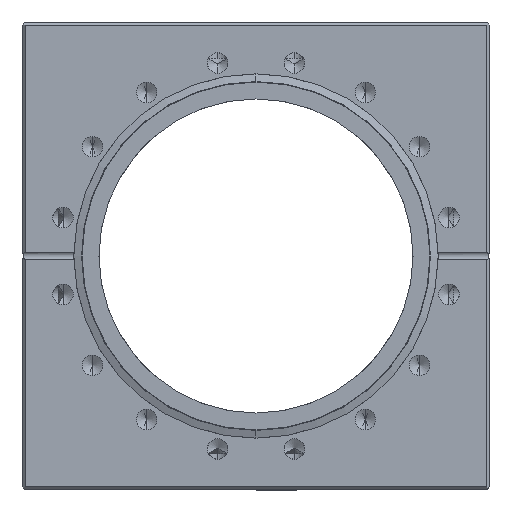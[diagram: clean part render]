
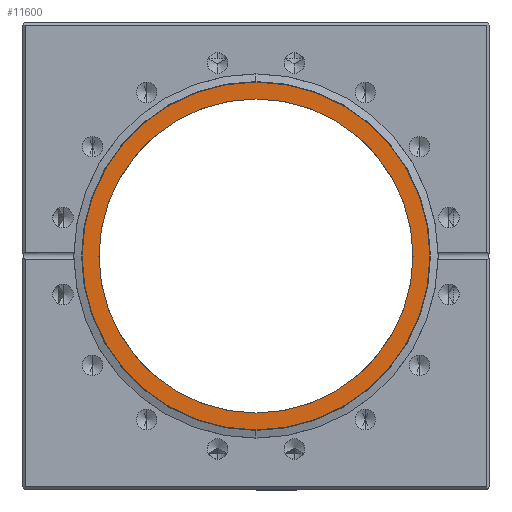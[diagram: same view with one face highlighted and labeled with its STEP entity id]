
A CAD part, front view. The second image highlights one B-rep face of the part: STEP entity #11600.
In plain terms, the highlighted planar face has unit normal (0, -1, 0).
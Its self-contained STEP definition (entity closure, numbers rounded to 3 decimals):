
#109 = FACE_OUTER_BOUND ( 'NONE', #870, .T. ) ;
#270 = AXIS2_PLACEMENT_3D ( 'NONE', #7322, #16904, #8700 ) ;
#396 = CARTESIAN_POINT ( 'NONE',  ( 0., -76.3, 0. ) ) ;
#490 = CARTESIAN_POINT ( 'NONE',  ( 0., -76.3, -52. ) ) ;
#538 = FACE_BOUND ( 'NONE', #3316, .T. ) ;
#636 = DIRECTION ( 'NONE',  ( 0., 1., 0. ) ) ;
#870 = EDGE_LOOP ( 'NONE', ( #11150, #17275 ) ) ;
#1750 = DIRECTION ( 'NONE',  ( 0., 0., 1. ) ) ;
#1829 = AXIS2_PLACEMENT_3D ( 'NONE', #4928, #14499, #6313 ) ;
#3139 = VERTEX_POINT ( 'NONE', #14903 ) ;
#3316 = EDGE_LOOP ( 'NONE', ( #5244, #3564 ) ) ;
#3326 = EDGE_CURVE ( 'NONE', #7455, #12192, #11446, .T. ) ;
#3564 = ORIENTED_EDGE ( 'NONE', *, *, #11677, .F. ) ;
#4928 = CARTESIAN_POINT ( 'NONE',  ( 0., -76.3, 0. ) ) ;
#5244 = ORIENTED_EDGE ( 'NONE', *, *, #15395, .F. ) ;
#5750 = DIRECTION ( 'NONE',  ( 0., 1., 0. ) ) ;
#6008 = CARTESIAN_POINT ( 'NONE',  ( 57.598, -76.3, 0. ) ) ;
#6313 = DIRECTION ( 'NONE',  ( 0., 0., 1. ) ) ;
#7199 = CIRCLE ( 'NONE', #7203, 57.598 ) ;
#7203 = AXIS2_PLACEMENT_3D ( 'NONE', #13939, #5750, #15305 ) ;
#7322 = CARTESIAN_POINT ( 'NONE',  ( 0., -76.3, 0. ) ) ;
#7455 = VERTEX_POINT ( 'NONE', #15927 ) ;
#8700 = DIRECTION ( 'NONE',  ( 0., 0., 1. ) ) ;
#8818 = PLANE ( 'NONE',  #11325 ) ;
#9939 = DIRECTION ( 'NONE',  ( 0., 1., 0. ) ) ;
#10186 = DIRECTION ( 'NONE',  ( 0., 0., 1. ) ) ;
#10904 = EDGE_CURVE ( 'NONE', #12192, #7455, #7199, .T. ) ;
#11150 = ORIENTED_EDGE ( 'NONE', *, *, #10904, .F. ) ;
#11325 = AXIS2_PLACEMENT_3D ( 'NONE', #6008, #636, #10186 ) ;
#11446 = CIRCLE ( 'NONE', #12833, 57.598 ) ;
#11600 = ADVANCED_FACE ( 'NONE', ( #109, #538 ), #8818, .F. ) ;
#11677 = EDGE_CURVE ( 'NONE', #3139, #13006, #15705, .T. ) ;
#12192 = VERTEX_POINT ( 'NONE', #17628 ) ;
#12833 = AXIS2_PLACEMENT_3D ( 'NONE', #396, #9939, #1750 ) ;
#13006 = VERTEX_POINT ( 'NONE', #490 ) ;
#13098 = CIRCLE ( 'NONE', #270, 52. ) ;
#13939 = CARTESIAN_POINT ( 'NONE',  ( 0., -76.3, 0. ) ) ;
#14499 = DIRECTION ( 'NONE',  ( 0., -1., 0. ) ) ;
#14903 = CARTESIAN_POINT ( 'NONE',  ( 0., -76.3, 52. ) ) ;
#15305 = DIRECTION ( 'NONE',  ( 0., 0., 1. ) ) ;
#15395 = EDGE_CURVE ( 'NONE', #13006, #3139, #13098, .T. ) ;
#15705 = CIRCLE ( 'NONE', #1829, 52. ) ;
#15927 = CARTESIAN_POINT ( 'NONE',  ( 0., -76.3, 57.598 ) ) ;
#16904 = DIRECTION ( 'NONE',  ( 0., -1., 0. ) ) ;
#17275 = ORIENTED_EDGE ( 'NONE', *, *, #3326, .F. ) ;
#17628 = CARTESIAN_POINT ( 'NONE',  ( 0., -76.3, -57.598 ) ) ;
